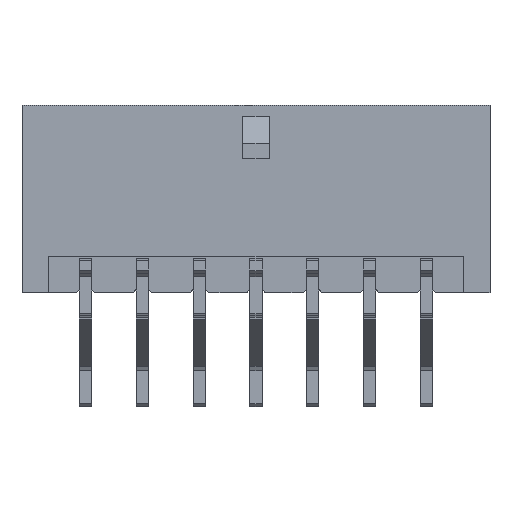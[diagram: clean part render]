
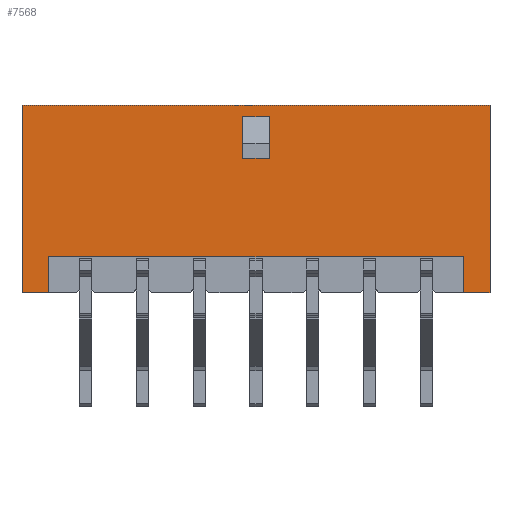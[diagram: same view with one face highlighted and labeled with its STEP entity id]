
A CAD part, left-side view. The second image highlights one B-rep face of the part: STEP entity #7568.
In plain terms, the highlighted planar face has unit normal (-1, 0, 0).
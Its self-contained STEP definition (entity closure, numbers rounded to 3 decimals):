
#1134=ORIENTED_EDGE('',*,*,#3067,.T.);
#1135=ORIENTED_EDGE('',*,*,#3068,.T.);
#1136=ORIENTED_EDGE('',*,*,#3069,.F.);
#1137=ORIENTED_EDGE('',*,*,#3070,.F.);
#1138=ORIENTED_EDGE('',*,*,#3071,.F.);
#1139=ORIENTED_EDGE('',*,*,#3035,.F.);
#1140=ORIENTED_EDGE('',*,*,#3059,.T.);
#1141=ORIENTED_EDGE('',*,*,#2543,.T.);
#1142=ORIENTED_EDGE('',*,*,#3061,.F.);
#1143=ORIENTED_EDGE('',*,*,#3043,.F.);
#1144=ORIENTED_EDGE('',*,*,#3072,.F.);
#1145=ORIENTED_EDGE('',*,*,#3073,.F.);
#2543=EDGE_CURVE('',#3630,#3629,#4372,.T.);
#3035=EDGE_CURVE('',#3978,#3974,#4808,.T.);
#3043=EDGE_CURVE('',#3984,#3985,#4816,.T.);
#3059=EDGE_CURVE('',#3978,#3630,#4832,.T.);
#3061=EDGE_CURVE('',#3985,#3629,#4834,.T.);
#3067=EDGE_CURVE('',#3995,#3996,#4840,.T.);
#3068=EDGE_CURVE('',#3996,#3997,#4841,.T.);
#3069=EDGE_CURVE('',#3998,#3997,#4842,.T.);
#3070=EDGE_CURVE('',#3995,#3998,#4843,.T.);
#3071=EDGE_CURVE('',#3974,#3999,#4844,.T.);
#3072=EDGE_CURVE('',#4000,#3984,#4845,.T.);
#3073=EDGE_CURVE('',#3999,#4000,#4846,.T.);
#3629=VERTEX_POINT('',#10561);
#3630=VERTEX_POINT('',#10563);
#3974=VERTEX_POINT('',#11508);
#3978=VERTEX_POINT('',#11517);
#3984=VERTEX_POINT('',#11533);
#3985=VERTEX_POINT('',#11535);
#3995=VERTEX_POINT('',#11575);
#3996=VERTEX_POINT('',#11576);
#3997=VERTEX_POINT('',#11578);
#3998=VERTEX_POINT('',#11580);
#3999=VERTEX_POINT('',#11583);
#4000=VERTEX_POINT('',#11585);
#4372=LINE('',#10562,#5399);
#4808=LINE('',#11518,#5835);
#4816=LINE('',#11534,#5843);
#4832=LINE('',#11561,#5859);
#4834=LINE('',#11564,#5861);
#4840=LINE('',#11574,#5867);
#4841=LINE('',#11577,#5868);
#4842=LINE('',#11579,#5869);
#4843=LINE('',#11581,#5870);
#4844=LINE('',#11582,#5871);
#4845=LINE('',#11584,#5872);
#4846=LINE('',#11586,#5873);
#5399=VECTOR('',#8488,1000.);
#5835=VECTOR('',#9266,1000.);
#5843=VECTOR('',#9278,1000.);
#5859=VECTOR('',#9298,1000.);
#5861=VECTOR('',#9302,1000.);
#5867=VECTOR('',#9314,1000.);
#5868=VECTOR('',#9315,1000.);
#5869=VECTOR('',#9316,1000.);
#5870=VECTOR('',#9317,1000.);
#5871=VECTOR('',#9318,1000.);
#5872=VECTOR('',#9319,1000.);
#5873=VECTOR('',#9320,1000.);
#6434=EDGE_LOOP('',(#1134,#1135,#1136,#1137));
#6435=EDGE_LOOP('',(#1138,#1139,#1140,#1141,#1142,#1143,#1144,#1145));
#6841=FACE_BOUND('',#6434,.T.);
#6842=FACE_BOUND('',#6435,.T.);
#7202=PLANE('',#8047);
#7568=ADVANCED_FACE('',(#6841,#6842),#7202,.T.);
#8047=AXIS2_PLACEMENT_3D('',#11573,#9312,#9313);
#8488=DIRECTION('',(0.,1.,0.));
#9266=DIRECTION('',(0.,1.,0.));
#9278=DIRECTION('',(0.,1.,0.));
#9298=DIRECTION('',(0.,0.,1.));
#9302=DIRECTION('',(0.,0.,1.));
#9312=DIRECTION('',(-1.,0.,0.));
#9313=DIRECTION('',(0.,0.,1.));
#9314=DIRECTION('',(0.,0.,1.));
#9315=DIRECTION('',(0.,-1.,0.));
#9316=DIRECTION('',(0.,0.,1.));
#9317=DIRECTION('',(0.,-1.,0.));
#9318=DIRECTION('',(0.,0.,1.));
#9319=DIRECTION('',(0.,0.,-1.));
#9320=DIRECTION('',(0.,1.,0.));
#10561=CARTESIAN_POINT('',(-3.43,12.35,4.95));
#10562=CARTESIAN_POINT('',(-3.43,-12.35,4.95));
#10563=CARTESIAN_POINT('',(-3.43,-12.35,4.95));
#11508=CARTESIAN_POINT('',(-3.43,-10.95,-4.95));
#11517=CARTESIAN_POINT('',(-3.43,-12.35,-4.95));
#11518=CARTESIAN_POINT('',(-3.43,-12.35,-4.95));
#11533=CARTESIAN_POINT('',(-3.43,10.95,-4.95));
#11534=CARTESIAN_POINT('',(-3.43,-12.35,-4.95));
#11535=CARTESIAN_POINT('',(-3.43,12.35,-4.95));
#11561=CARTESIAN_POINT('',(-3.43,-12.35,-4.95));
#11564=CARTESIAN_POINT('',(-3.43,12.35,-4.95));
#11573=CARTESIAN_POINT('',(-3.43,-12.35,-4.95));
#11574=CARTESIAN_POINT('',(-3.43,0.7,2.15));
#11575=CARTESIAN_POINT('',(-3.43,0.7,2.15));
#11576=CARTESIAN_POINT('',(-3.43,0.7,4.35));
#11577=CARTESIAN_POINT('',(-3.43,0.7,4.35));
#11578=CARTESIAN_POINT('',(-3.43,-0.7,4.35));
#11579=CARTESIAN_POINT('',(-3.43,-0.7,2.15));
#11580=CARTESIAN_POINT('',(-3.43,-0.7,2.15));
#11581=CARTESIAN_POINT('',(-3.43,0.7,2.15));
#11582=CARTESIAN_POINT('',(-3.43,-10.95,-4.95));
#11583=CARTESIAN_POINT('',(-3.43,-10.95,-3.05));
#11584=CARTESIAN_POINT('',(-3.43,10.95,-3.05));
#11585=CARTESIAN_POINT('',(-3.43,10.95,-3.05));
#11586=CARTESIAN_POINT('',(-3.43,-10.95,-3.05));
